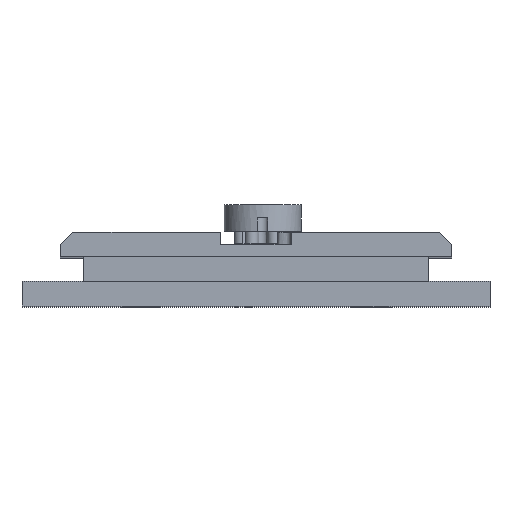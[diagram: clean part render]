
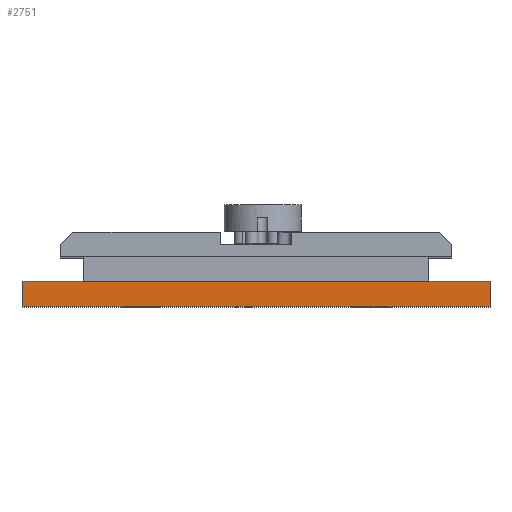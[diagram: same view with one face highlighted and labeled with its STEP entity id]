
A CAD part, top view. The second image highlights one B-rep face of the part: STEP entity #2751.
In plain terms, the highlighted planar face has unit normal (0, 0, 1).
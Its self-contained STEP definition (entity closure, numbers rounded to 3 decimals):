
#419=PLANE('',#2995);
#521=FACE_OUTER_BOUND('',#698,.T.);
#698=EDGE_LOOP('',(#2241,#2242,#2243,#2244));
#913=LINE('',#28640,#1102);
#914=LINE('',#28642,#1103);
#915=LINE('',#28644,#1104);
#916=LINE('',#28645,#1105);
#1102=VECTOR('',#3534,10.);
#1103=VECTOR('',#3535,10.);
#1104=VECTOR('',#3536,10.);
#1105=VECTOR('',#3537,10.);
#1353=VERTEX_POINT('',#28638);
#1354=VERTEX_POINT('',#28639);
#1355=VERTEX_POINT('',#28641);
#1356=VERTEX_POINT('',#28643);
#1681=EDGE_CURVE('',#1353,#1354,#913,.T.);
#1682=EDGE_CURVE('',#1354,#1355,#914,.T.);
#1683=EDGE_CURVE('',#1355,#1356,#915,.T.);
#1684=EDGE_CURVE('',#1356,#1353,#916,.T.);
#2241=ORIENTED_EDGE('',*,*,#1681,.T.);
#2242=ORIENTED_EDGE('',*,*,#1682,.T.);
#2243=ORIENTED_EDGE('',*,*,#1683,.T.);
#2244=ORIENTED_EDGE('',*,*,#1684,.T.);
#2751=ADVANCED_FACE('',(#521),#419,.T.);
#2995=AXIS2_PLACEMENT_3D('',#28637,#3532,#3533);
#3532=DIRECTION('center_axis',(0.,0.,1.));
#3533=DIRECTION('ref_axis',(1.,0.,0.));
#3534=DIRECTION('',(0.,-1.,0.));
#3535=DIRECTION('',(1.,0.,0.));
#3536=DIRECTION('',(0.,1.,0.));
#3537=DIRECTION('',(-1.,0.,0.));
#28637=CARTESIAN_POINT('Origin',(0.,48.505,818.472));
#28638=CARTESIAN_POINT('',(-76.,44.5,818.472));
#28639=CARTESIAN_POINT('',(-76.,36.5,818.472));
#28640=CARTESIAN_POINT('',(-76.,46.503,818.472));
#28641=CARTESIAN_POINT('',(76.,36.5,818.472));
#28642=CARTESIAN_POINT('',(50.,36.5,818.472));
#28643=CARTESIAN_POINT('',(76.,44.5,818.472));
#28644=CARTESIAN_POINT('',(76.,46.503,818.472));
#28645=CARTESIAN_POINT('',(50.,44.5,818.472));
